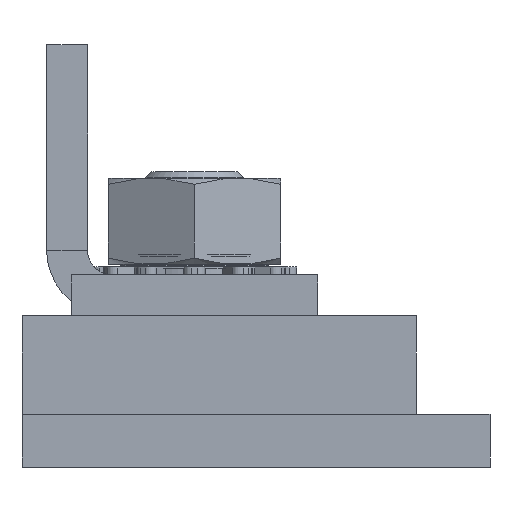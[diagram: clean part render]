
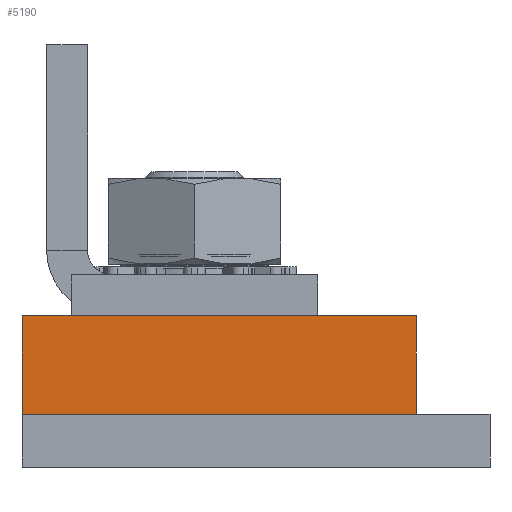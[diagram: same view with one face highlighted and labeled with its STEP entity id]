
A CAD part, left-side view. The second image highlights one B-rep face of the part: STEP entity #5190.
In plain terms, the highlighted planar face has unit normal (-1, 0, 0).
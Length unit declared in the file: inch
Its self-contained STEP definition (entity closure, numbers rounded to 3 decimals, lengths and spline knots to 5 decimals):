
#408=LINE('',#8370,#874);
#411=LINE('',#8376,#877);
#412=LINE('',#8378,#878);
#413=LINE('',#8379,#879);
#874=VECTOR('',#6810,1.);
#877=VECTOR('',#6815,0.25);
#878=VECTOR('',#6816,1.);
#879=VECTOR('',#6817,0.25);
#1145=PLANE('',#5636);
#1438=FACE_OUTER_BOUND('',#1756,.T.);
#1756=EDGE_LOOP('',(#4311,#4312,#4313,#4314));
#2474=VERTEX_POINT('',#8367);
#2475=VERTEX_POINT('',#8369);
#2477=VERTEX_POINT('',#8375);
#2478=VERTEX_POINT('',#8377);
#3126=EDGE_CURVE('',#2474,#2475,#408,.T.);
#3129=EDGE_CURVE('',#2477,#2474,#411,.T.);
#3130=EDGE_CURVE('',#2478,#2477,#412,.T.);
#3131=EDGE_CURVE('',#2478,#2475,#413,.T.);
#4311=ORIENTED_EDGE('',*,*,#3129,.F.);
#4312=ORIENTED_EDGE('',*,*,#3130,.F.);
#4313=ORIENTED_EDGE('',*,*,#3131,.T.);
#4314=ORIENTED_EDGE('',*,*,#3126,.F.);
#5190=ADVANCED_FACE('',(#1438),#1145,.T.);
#5636=AXIS2_PLACEMENT_3D('',#8374,#6813,#6814);
#6810=DIRECTION('',(0.,1.,0.));
#6813=DIRECTION('center_axis',(-1.,0.,0.));
#6814=DIRECTION('ref_axis',(0.,-1.,0.));
#6815=DIRECTION('',(0.,0.,-1.));
#6816=DIRECTION('',(0.,-1.,0.));
#6817=DIRECTION('',(0.,0.,-1.));
#8367=CARTESIAN_POINT('',(-3.8125,-0.5,-0.125));
#8369=CARTESIAN_POINT('',(-3.8125,0.5,-0.125));
#8370=CARTESIAN_POINT('',(-3.8125,-0.5,-0.125));
#8374=CARTESIAN_POINT('Origin',(-3.8125,0.5,0.));
#8375=CARTESIAN_POINT('',(-3.8125,-0.5,0.125));
#8376=CARTESIAN_POINT('',(-3.8125,-0.5,0.));
#8377=CARTESIAN_POINT('',(-3.8125,0.5,0.125));
#8378=CARTESIAN_POINT('',(-3.8125,-0.5,0.125));
#8379=CARTESIAN_POINT('',(-3.8125,0.5,0.));
